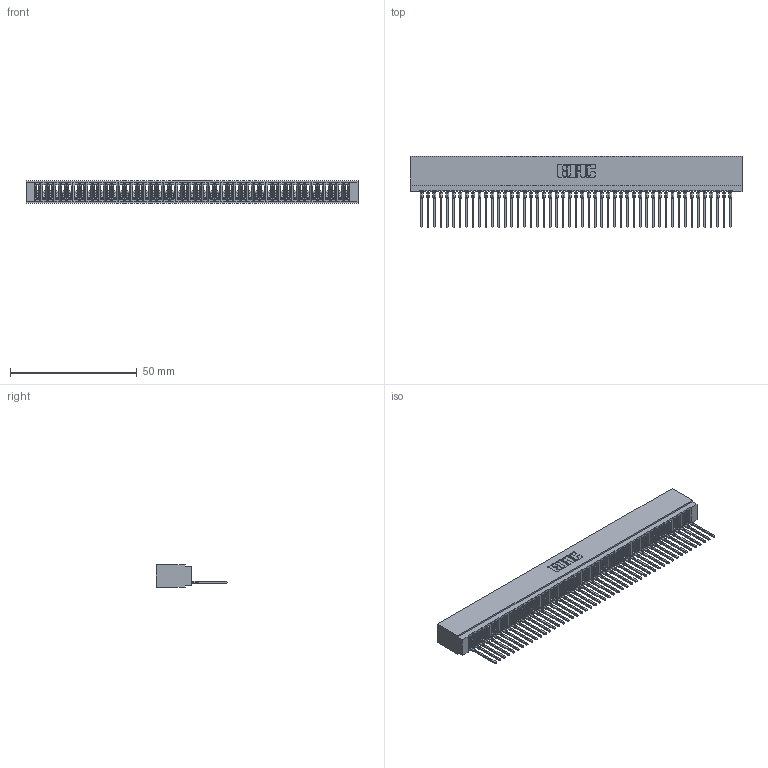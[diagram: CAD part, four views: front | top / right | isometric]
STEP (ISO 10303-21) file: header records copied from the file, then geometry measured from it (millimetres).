
FILE_DESCRIPTION (( 'STEP AP203' ), '1' );
FILE_NAME ('725-049-545-101.STEP', '2026-03-05T23:16:15', ( '' ), ( '' ), 'SwSTEP 2.0', 'SolidWorks 2023', '' );
FILE_SCHEMA (( 'CONFIG_CONTROL_DESIGN' ));
Length unit declared in the file: millimetre
Products named in the file (3): 745-292-001_545; 725 Part_Insulator Option - 01; 725-049-545-101
Assembly tree (50 placements, depth 2):
  725-049-545-101
    725 Part_Insulator Option - 01
    745-292-001_545  x49
Bounding box: 131.06 x 28.21 x 8.89 mm (x, y, z)
Volume: 10050.4 mm3; surface area: 20189.3 mm2
Topology: 50 solids, 50 shells, 5583 faces, 15346 edges, 9674 vertices
Faces by surface type: plane 3338, bspline 980, cylinder 971, torus 294
Entity records: 79933 total; most frequent: CARTESIAN_POINT 14586, ORIENTED_EDGE 14084, DIRECTION 12202, EDGE_CURVE 7042, VECTOR 6566, LINE 6566, VERTEX_POINT 4490, AXIS2_PLACEMENT_3D 2818
